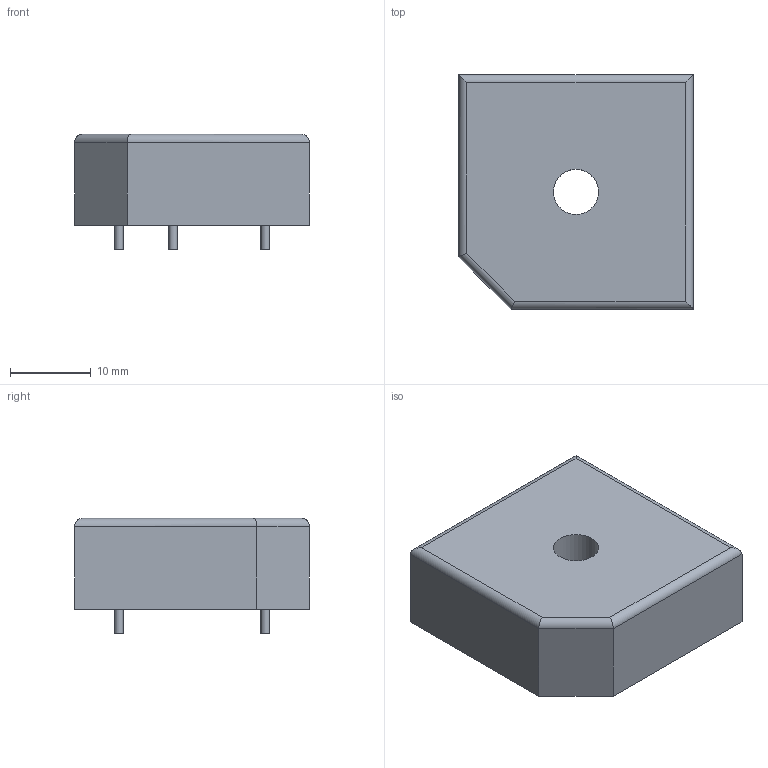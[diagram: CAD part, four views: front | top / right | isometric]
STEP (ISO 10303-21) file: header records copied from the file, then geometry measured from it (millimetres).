
FILE_DESCRIPTION( ( '' ), ' ' );
FILE_NAME( '5bfb85d6f3acd315057f3190.step', '2018-11-26T05:34:15', ( '' ), ( '' ), ' ', ' ', ' ' );
FILE_SCHEMA( ( 'AUTOMOTIVE_DESIGN { 1 0 10303 214 1 1 1 1 }' ) );
Length unit declared in the file: metre
Products named in the file (1): GBPC-W
Bounding box: 29 x 29 x 14.23 mm (x, y, z)
Volume: 8918.7 mm3; surface area: 3039.4 mm2
Topology: 1 solids, 1 shells, 21 faces, 41 edges, 26 vertices
Faces by surface type: plane 11, cylinder 10
Full cylindrical faces by diameter (mm): 1.07 x4, 5.59 x1
Entity records: 692 total; most frequent: DIRECTION 94, CARTESIAN_POINT 82, ORIENTED_EDGE 70, AXIS2_PLACEMENT_3D 37, EDGE_CURVE 35, EDGE_LOOP 32, FACE_OUTER_BOUND 26, VERTEX_POINT 25
